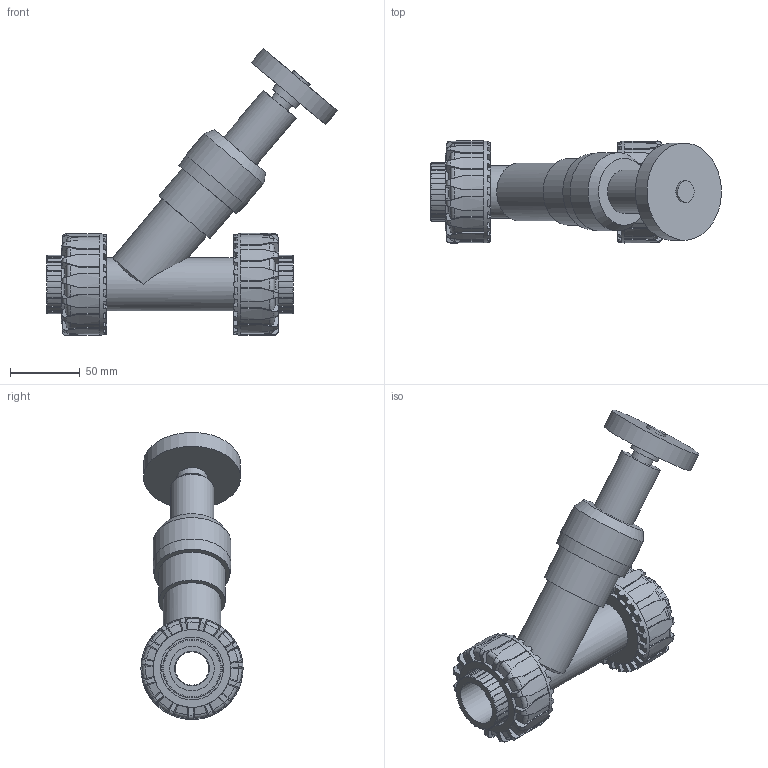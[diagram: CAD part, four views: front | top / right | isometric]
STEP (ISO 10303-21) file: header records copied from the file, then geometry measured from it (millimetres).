
FILE_DESCRIPTION(/* description */ (''),/* implementation_level */ '2;1');
FILE_NAME(/* name */ 'VVUIV032E.iam.stp',/* time_stamp */ '2013-10-01T10:43:52+02:00',/* author */ ('bfaro'),/* organization */ (''),/* preprocessor_version */ 'ST-DEVELOPER v15.2',/* originating_system */ 'Autodesk Inventor 2014',/* authorisation */ '');
FILE_SCHEMA (('AUTOMOTIVE_DESIGN { 1 0 10303 214 3 1 1 }'));
Length unit declared in the file: millimetre
Products named in the file (5): cassa RVU-V 32; ENDIV032; NTVKD032V; Volantino VV 32; VVUIV032E
Bounding box: 208.42 x 73.2 x 205.87 mm (x, y, z)
Volume: 513369.4 mm3; surface area: 132310 mm2
Topology: 6 solids, 6 shells, 886 faces, 2514 edges, 1654 vertices
Faces by surface type: plane 570, cylinder 186, torus 92, cone 34, bspline 4
Full cylindrical faces by diameter (mm): 15.4 x1, 15.5 x1, 22 x1, 24 x1, 25 x2, 31 x1, 32 x2, 32.5 x1, 35 x1, 38 x1, 41.476 x1, 42 x2, 45.1 x2, 47.803 x1, 50.7 x2, 51.3 x2, 55.8 x2, 56 x1, 59 x2, 69.741 x1
Entity records: 15553 total; most frequent: CARTESIAN_POINT 3350, DIRECTION 2691, ORIENTED_EDGE 2518, EDGE_CURVE 1259, AXIS2_PLACEMENT_3D 1074, VERTEX_POINT 843, LINE 543, VECTOR 543
